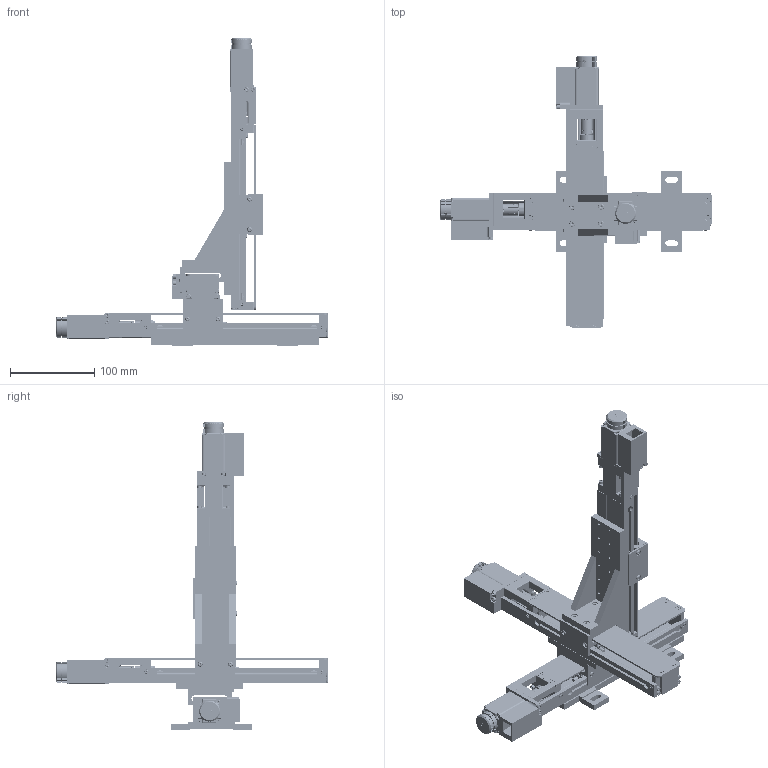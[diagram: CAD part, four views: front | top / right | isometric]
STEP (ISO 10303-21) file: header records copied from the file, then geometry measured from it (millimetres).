
FILE_DESCRIPTION(/* description */ (''),/* implementation_level */ '2;1');
FILE_NAME(/* name */ '03_TS136-SM2-XYZ',/* time_stamp */ '2025-05-27T17:41:54+03:00',/* author */ (''),/* organization */ (''),/* preprocessor_version */ 'ST-DEVELOPER v16.5',/* originating_system */ 'Rhino 7.34',/* authorisation */ '');
FILE_SCHEMA (('AUTOMOTIVE_DESIGN'));
Products named in the file (1): Document
Bounding box: 322.3 x 322.3 x 364 mm (x, y, z)
Volume: 930855.7 mm3; surface area: 389675.1 mm2
Topology: 1 solids, 13 shells, 6762 faces, 19643 edges, 13012 vertices
Faces by surface type: plane 4180, cylinder 1991, bspline 591
Entity records: 222692 total; most frequent: CARTESIAN_POINT 98139, ORIENTED_EDGE 38998, EDGE_CURVE 19523, VERTEX_POINT 13012, B_SPLINE_CURVE_WITH_KNOTS 12997, EDGE_LOOP 7341, ADVANCED_FACE 6762, FACE_OUTER_BOUND 6762
